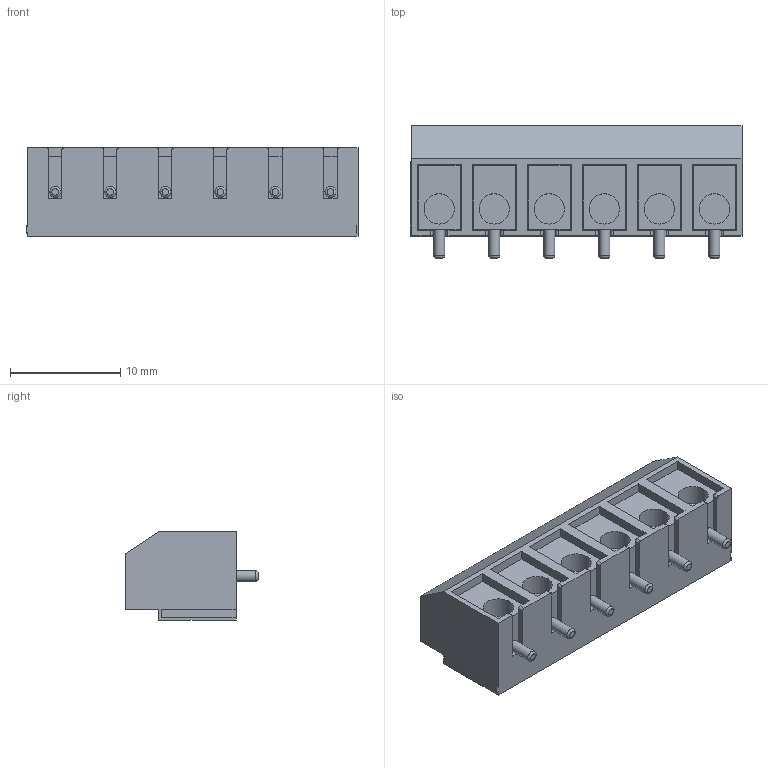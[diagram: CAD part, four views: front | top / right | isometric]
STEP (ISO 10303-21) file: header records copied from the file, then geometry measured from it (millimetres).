
FILE_DESCRIPTION(/* description */ (''),/* implementation_level */ '2;1');
FILE_NAME(/* name */ 'Screw Terminal Block 5mm Blue 6-way.step',/* time_stamp */ '2019-02-13T06:05:32+11:00',/* author */ ('austfox'),/* organization */ (''),/* preprocessor_version */ 'ST-DEVELOPER v17.2',/* originating_system */ 'Autodesk Translation Framework v7.6.0.251',/* authorisation */ '');
FILE_SCHEMA (('AUTOMOTIVE_DESIGN { 1 0 10303 214 3 1 1 }'));
Length unit declared in the file: millimetre
Products named in the file (1): Screw Terminal Block 5mm Blue 6-way
Bounding box: 30.15 x 12 x 8 mm (x, y, z)
Volume: 1737.2 mm3; surface area: 3747 mm2
Topology: 19 solids, 19 shells, 299 faces, 753 edges, 498 vertices
Faces by surface type: plane 203, cylinder 84, torus 12
Full cylindrical faces by diameter (mm): 1 x6, 2.75 x6, 3.5 x6, 3.8 x6
Entity records: 9013 total; most frequent: CARTESIAN_POINT 1551, DIRECTION 1545, ORIENTED_EDGE 1506, EDGE_CURVE 753, LINE 561, VECTOR 561, VERTEX_POINT 498, AXIS2_PLACEMENT_3D 492
